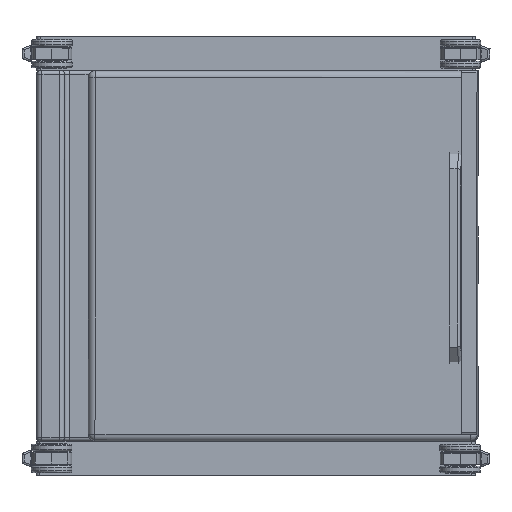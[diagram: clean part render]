
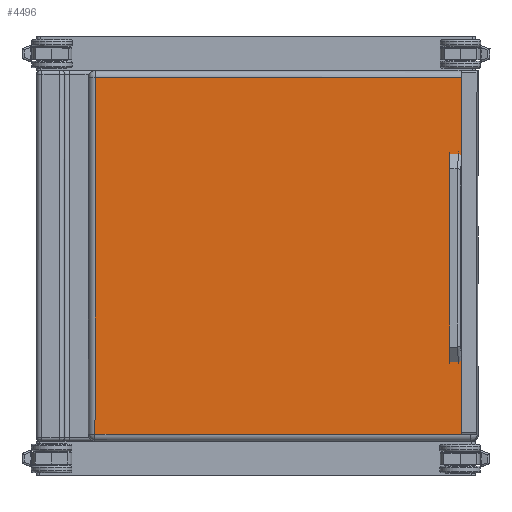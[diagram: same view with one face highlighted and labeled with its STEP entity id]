
A CAD part, front view. The second image highlights one B-rep face of the part: STEP entity #4496.
In plain terms, the highlighted face is planar.
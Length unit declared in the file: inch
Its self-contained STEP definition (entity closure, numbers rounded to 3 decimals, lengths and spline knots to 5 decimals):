
#139=B_SPLINE_CURVE_WITH_KNOTS('',3,(#7741,#7742,#7743,#7744,#7745,#7746,
#7747),.UNSPECIFIED.,.F.,.F.,(4,1,1,1,4),(0.00705,23.5929,
25.95149,28.31007,66.04744),.UNSPECIFIED.);
#402=PLANE('',#5070);
#578=FACE_OUTER_BOUND('',#894,.T.);
#894=EDGE_LOOP('',(#3543,#3544,#3545,#3546));
#1258=LINE('',#7718,#1528);
#1261=LINE('',#7737,#1531);
#1262=LINE('',#7748,#1532);
#1528=VECTOR('',#6048,0.3937);
#1531=VECTOR('',#6075,0.3937);
#1532=VECTOR('',#6080,0.3937);
#2125=VERTEX_POINT('',#7713);
#2126=VERTEX_POINT('',#7716);
#2130=VERTEX_POINT('',#7736);
#2131=VERTEX_POINT('',#7740);
#2635=EDGE_CURVE('',#2126,#2125,#1258,.T.);
#2644=EDGE_CURVE('',#2125,#2130,#1261,.T.);
#2646=EDGE_CURVE('',#2131,#2126,#139,.T.);
#2647=EDGE_CURVE('',#2130,#2131,#1262,.T.);
#3543=ORIENTED_EDGE('',*,*,#2635,.F.);
#3544=ORIENTED_EDGE('',*,*,#2646,.F.);
#3545=ORIENTED_EDGE('',*,*,#2647,.F.);
#3546=ORIENTED_EDGE('',*,*,#2644,.F.);
#4496=ADVANCED_FACE('',(#578),#402,.T.);
#5070=AXIS2_PLACEMENT_3D('',#7739,#6078,#6079);
#6048=DIRECTION('',(1.,0.,0.));
#6075=DIRECTION('',(0.,1.,0.));
#6078=DIRECTION('center_axis',(0.,0.,-1.));
#6079=DIRECTION('ref_axis',(-1.,0.,0.));
#6080=DIRECTION('',(-1.,0.,0.));
#7713=CARTESIAN_POINT('',(13.625,-12.875,-2.5));
#7716=CARTESIAN_POINT('',(-13.73644,-12.875,-2.5));
#7718=CARTESIAN_POINT('',(-7.0625,-12.875,-2.5));
#7736=CARTESIAN_POINT('',(13.625,13.125,-2.5));
#7737=CARTESIAN_POINT('',(13.625,-6.5625,-2.5));
#7739=CARTESIAN_POINT('Origin',(0.,0.,-2.5));
#7740=CARTESIAN_POINT('',(-13.73783,13.125,-2.5));
#7741=CARTESIAN_POINT('Ctrl Pts',(-13.73783,13.125,-2.5));
#7742=CARTESIAN_POINT('Ctrl Pts',(-13.72057,10.02979,-2.5));
#7743=CARTESIAN_POINT('Ctrl Pts',(-13.70576,6.62504,-2.5));
#7744=CARTESIAN_POINT('Ctrl Pts',(-13.69962,2.91073,-2.5));
#7745=CARTESIAN_POINT('Ctrl Pts',(-13.69192,-2.66073,-2.5));
#7746=CARTESIAN_POINT('Ctrl Pts',(-13.70915,-7.92266,-2.5));
#7747=CARTESIAN_POINT('Ctrl Pts',(-13.73644,-12.875,-2.5));
#7748=CARTESIAN_POINT('',(7.0625,13.125,-2.5));
